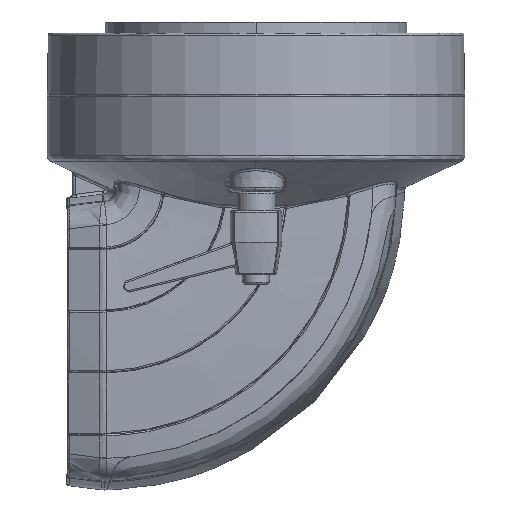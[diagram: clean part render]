
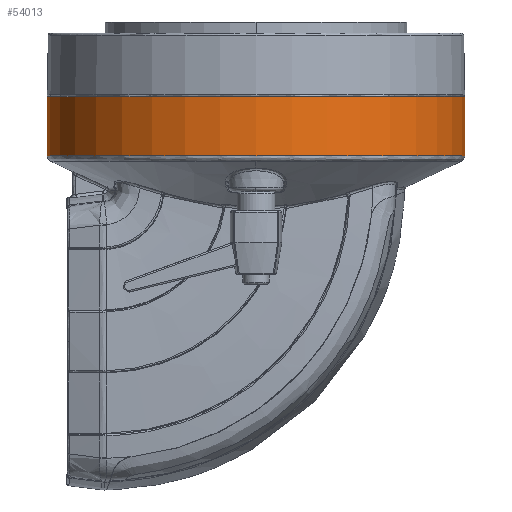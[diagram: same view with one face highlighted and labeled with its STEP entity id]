
A CAD part, left-side view. The second image highlights one B-rep face of the part: STEP entity #54013.
In plain terms, the highlighted cylindrical face has radius 65.675 mm (diameter 131.35 mm), a partial arc.
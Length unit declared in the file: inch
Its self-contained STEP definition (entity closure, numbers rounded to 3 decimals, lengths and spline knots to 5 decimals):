
#1977 = ORIENTED_EDGE ( 'NONE', *, *, #54111, .T. ) ;
#6671 = EDGE_CURVE ( 'NONE', #96528, #44980, #35816, .T. ) ;
#9000 = DIRECTION ( 'NONE',  ( -1., 0., 0. ) ) ;
#11336 = DIRECTION ( 'NONE',  ( 0., 0., -1. ) ) ;
#11567 = AXIS2_PLACEMENT_3D ( 'NONE', #87981, #98016, #9000 ) ;
#29329 = VERTEX_POINT ( 'NONE', #49811 ) ;
#33259 = CIRCLE ( 'NONE', #96298, 2.58563 ) ;
#35816 = LINE ( 'NONE', #44356, #52530 ) ;
#39407 = CARTESIAN_POINT ( 'NONE',  ( 0., -2.85933, 2.37227 ) ) ;
#44356 = CARTESIAN_POINT ( 'NONE',  ( 0., -5.44496, 3.10133 ) ) ;
#44980 = VERTEX_POINT ( 'NONE', #99222 ) ;
#46845 = VERTEX_POINT ( 'NONE', #92011 ) ;
#48964 = FACE_OUTER_BOUND ( 'NONE', #99355, .T. ) ;
#49022 = AXIS2_PLACEMENT_3D ( 'NONE', #39407, #64476, #80480 ) ;
#49811 = CARTESIAN_POINT ( 'NONE',  ( 0., -0.2737, 3.10133 ) ) ;
#52530 = VECTOR ( 'NONE', #11336, 39.37008 ) ;
#54013 = ADVANCED_FACE ( 'NONE', ( #48964 ), #55960, .T. ) ;
#54111 = EDGE_CURVE ( 'NONE', #46845, #44980, #69459, .T. ) ;
#55960 = CYLINDRICAL_SURFACE ( 'NONE', #11567, 2.58563 ) ;
#57350 = CARTESIAN_POINT ( 'NONE',  ( 0., -2.85933, 3.10133 ) ) ;
#64476 = DIRECTION ( 'NONE',  ( 0., 0., 1. ) ) ;
#66808 = CARTESIAN_POINT ( 'NONE',  ( 0., -0.2737, 3.10133 ) ) ;
#69459 = CIRCLE ( 'NONE', #49022, 2.58563 ) ;
#73771 = LINE ( 'NONE', #66808, #73777 ) ;
#73777 = VECTOR ( 'NONE', #99346, 39.37008 ) ;
#74957 = DIRECTION ( 'NONE',  ( -1., 0., 0. ) ) ;
#75260 = EDGE_CURVE ( 'NONE', #46845, #29329, #73771, .T. ) ;
#80480 = DIRECTION ( 'NONE',  ( -1., 0., 0. ) ) ;
#81896 = DIRECTION ( 'NONE',  ( 0., 0., -1. ) ) ;
#87981 = CARTESIAN_POINT ( 'NONE',  ( 0., -2.85933, 3.10133 ) ) ;
#89996 = ORIENTED_EDGE ( 'NONE', *, *, #6671, .F. ) ;
#90592 = ORIENTED_EDGE ( 'NONE', *, *, #75260, .F. ) ;
#92011 = CARTESIAN_POINT ( 'NONE',  ( 0., -0.2737, 2.37227 ) ) ;
#96298 = AXIS2_PLACEMENT_3D ( 'NONE', #57350, #81896, #74957 ) ;
#96528 = VERTEX_POINT ( 'NONE', #98208 ) ;
#98016 = DIRECTION ( 'NONE',  ( 0., 0., -1. ) ) ;
#98208 = CARTESIAN_POINT ( 'NONE',  ( 0., -5.44496, 3.10133 ) ) ;
#99222 = CARTESIAN_POINT ( 'NONE',  ( 0., -5.44496, 2.37227 ) ) ;
#99346 = DIRECTION ( 'NONE',  ( 0., 0., 1. ) ) ;
#99355 = EDGE_LOOP ( 'NONE', ( #101321, #90592, #1977, #89996 ) ) ;
#101321 = ORIENTED_EDGE ( 'NONE', *, *, #102758, .T. ) ;
#102758 = EDGE_CURVE ( 'NONE', #96528, #29329, #33259, .T. ) ;
